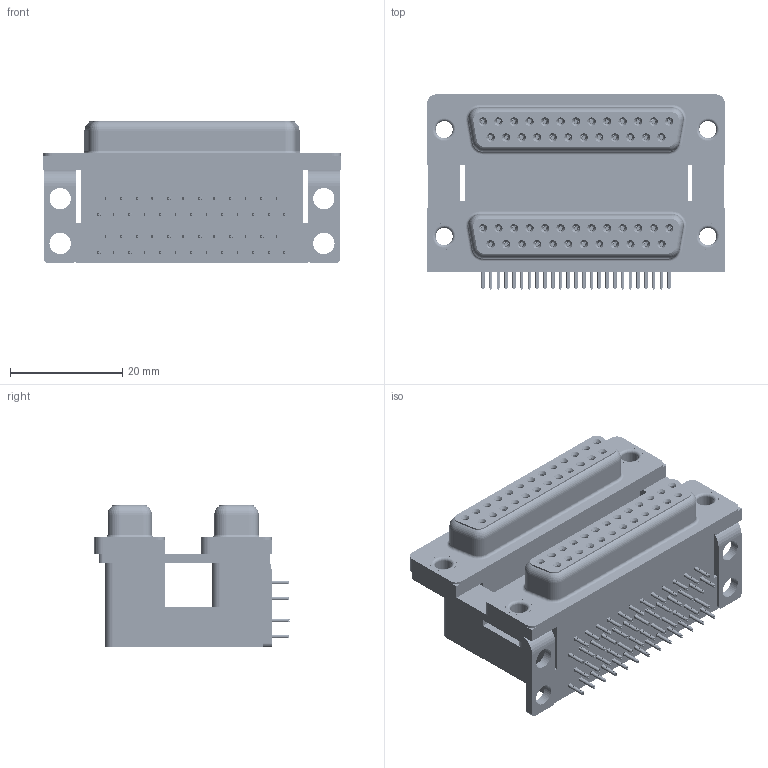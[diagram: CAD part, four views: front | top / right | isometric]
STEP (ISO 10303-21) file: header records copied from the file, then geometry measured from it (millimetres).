
FILE_DESCRIPTION (( 'STEP AP203' ), '1' );
FILE_NAME ('662-025-264-007.STEP', '2022-06-16T22:53:25', ( '' ), ( '' ), 'SwSTEP 2.0', 'SolidWorks 2020', '' );
FILE_SCHEMA (( 'CONFIG_CONTROL_DESIGN' ));
Length unit declared in the file: millimetre
Products named in the file (11): 662 Contact Bottom Lower; 662 Shell_25 Contacts; 662 Mounting Bracket_NoneM; 662-025-264-007; 662 Contact Top Upper_M; 662 Housing Lower_25 Contacts; 662 Contact Top Lower; 662 Housing Spacer_25 Contacts M; 662 Contact Bottom Upper_M; 662 Thru Hole Rivet; 662 Housing Upper_25 Contacts M
Assembly tree (61 placements, depth 2):
  662-025-264-007
    662 Housing Lower_25 Contacts
    662 Housing Spacer_25 Contacts M
    662 Housing Upper_25 Contacts M
    662 Shell_25 Contacts  x2
    662 Contact Bottom Lower  x12
    662 Contact Top Lower  x13
    662 Contact Bottom Upper_M  x12
    662 Contact Top Upper_M  x13
    662 Mounting Bracket_NoneM  x2
    662 Thru Hole Rivet  x4
Bounding box: 53.04 x 34.78 x 25.4 mm (x, y, z)
Volume: 23799.5 mm3; surface area: 25759.7 mm2
Topology: 61 solids, 61 shells, 7708 faces, 20222 edges, 12688 vertices
Faces by surface type: plane 3576, cylinder 1768, bspline 1704, cone 600, torus 60
Entity records: 57906 total; most frequent: CARTESIAN_POINT 15753, ORIENTED_EDGE 8390, DIRECTION 7595, EDGE_CURVE 4195, LINE 3015, VECTOR 3015, VERTEX_POINT 2692, AXIS2_PLACEMENT_3D 2290
